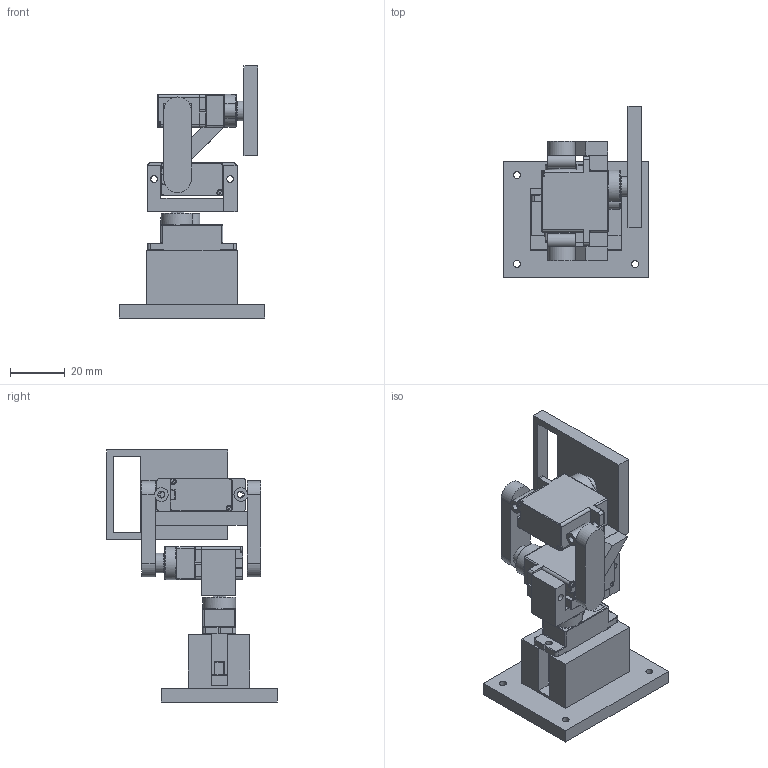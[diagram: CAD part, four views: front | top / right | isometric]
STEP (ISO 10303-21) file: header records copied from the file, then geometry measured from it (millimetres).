
FILE_DESCRIPTION(/* description */ (''),/* implementation_level */ '2;1');
FILE_NAME(/* name */ 'Final.step',/* time_stamp */ '2025-12-22T16:20:09+05:30',/* author */ (''),/* organization */ (''),/* preprocessor_version */ 'ST-DEVELOPER v20.1',/* originating_system */ 'Autodesk Translation Framework v14.21.0.0',/* authorisation */ '');
FILE_SCHEMA (('AUTOMOTIVE_DESIGN { 1 0 10303 214 3 1 1 }'));
Length unit declared in the file: millimetre
Products named in the file (17): 2025-12-13-11-57-07-758; 2025-12-13-03-46-38-775; 2025-11-19-16-19-18-297; 2025-12-10-15-38-19-284; Servo Micro MG90S; 2025-11-19-16-19-18-297_1; 2025-12-10-17-26-53-412; Servo Micro MG90S_1; 2025-11-19-16-19-18-297_2; 2025-11-19-16-19-18-298; 2025-11-19-16-19-18-299; 2025-12-14-21-27-13-258; Servo Micro MG90S_2; Body; Shaft; Horn; Screw
Assembly tree (28 placements, depth 4):
  2025-12-13-11-57-07-758
    2025-12-13-03-46-38-775
    2025-11-19-16-19-18-297
      2025-11-19-16-19-18-298
      2025-11-19-16-19-18-299
    2025-12-10-15-38-19-284
      Servo Micro MG90S
        Body
        Shaft
        Horn
        Screw
    2025-11-19-16-19-18-297_1
      2025-11-19-16-19-18-298
      2025-11-19-16-19-18-299
    2025-12-10-17-26-53-412
      Servo Micro MG90S_1
        Body
        Shaft
        Horn
        Screw
    2025-11-19-16-19-18-297_2
      2025-11-19-16-19-18-298
      2025-11-19-16-19-18-299
    2025-12-14-21-27-13-258
      Servo Micro MG90S_2
        Body
        Shaft
        Horn
        Screw
Bounding box: 53.1 x 62.32 x 91.99 mm (x, y, z)
Volume: 54563 mm3; surface area: 28561 mm2
Topology: 14 solids, 14 shells, 997 faces, 2616 edges, 1665 vertices
Faces by surface type: plane 572, cylinder 254, torus 99, bspline 36, sphere 36
Full cylindrical faces by diameter (mm): 2.3 x3, 2.5 x8, 2.8 x5, 4 x6, 4.4 x5, 7.2 x5
Entity records: 14964 total; most frequent: CARTESIAN_POINT 3094, ORIENTED_EDGE 2394, DIRECTION 2378, EDGE_CURVE 1197, LINE 880, VECTOR 880, VERTEX_POINT 771, AXIS2_PLACEMENT_3D 749
